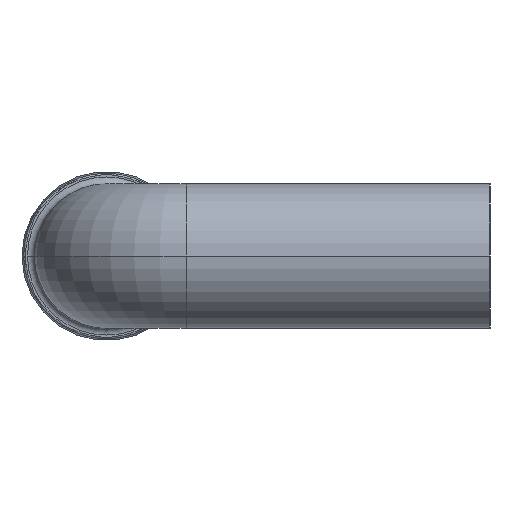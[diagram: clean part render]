
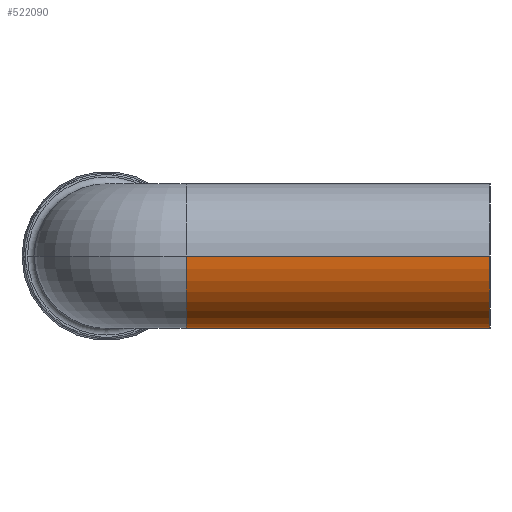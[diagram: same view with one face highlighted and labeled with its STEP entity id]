
A CAD part, left-side view. The second image highlights one B-rep face of the part: STEP entity #522090.
In plain terms, the highlighted cylindrical face has radius 5.25 mm (diameter 10.5 mm), a partial arc.
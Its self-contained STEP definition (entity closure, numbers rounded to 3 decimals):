
#521520=CARTESIAN_POINT('',(-82.685,-8.371,16.));
#521530=VERTEX_POINT('',#521520);
#521560=CARTESIAN_POINT('',(-87.935,-8.371,16.));
#521570=DIRECTION('',(0.,-1.,0.));
#521580=DIRECTION('',(-1.,0.,0.));
#521590=AXIS2_PLACEMENT_3D('',#521560,#521570,#521580);
#521600=CIRCLE('',#521590,5.25);
#521610=CARTESIAN_POINT('',(-93.185,-8.371,16.));
#521620=VERTEX_POINT('',#521610);
#521770=CARTESIAN_POINT('',(-87.935,-8.371,16.));
#521780=DIRECTION('',(0.,-1.,0.));
#521790=DIRECTION('',(-1.,0.,0.));
#521800=AXIS2_PLACEMENT_3D('',#521770,#521780,#521790);
#521810=CYLINDRICAL_SURFACE('',#521800,5.25);
#521820=CARTESIAN_POINT('',(-82.685,-8.371,16.));
#521830=DIRECTION('',(0.,-1.,0.));
#521840=VECTOR('',#521830,1.);
#521850=LINE('',#521820,#521840);
#521860=CARTESIAN_POINT('',(-82.685,-30.463,16.));
#521870=VERTEX_POINT('',#521860);
#521880=EDGE_CURVE('',#521530,#521870,#521850,.T.);
#521890=ORIENTED_EDGE('',*,*,#521880,.T.);
#521900=EDGE_CURVE('',#521620,#521530,#521600,.T.);
#521910=ORIENTED_EDGE('',*,*,#521900,.T.);
#521920=CARTESIAN_POINT('',(-93.185,-8.371,16.));
#521930=DIRECTION('',(0.,-1.,0.));
#521940=VECTOR('',#521930,1.);
#521950=LINE('',#521920,#521940);
#521960=CARTESIAN_POINT('',(-93.185,-30.463,16.));
#521970=VERTEX_POINT('',#521960);
#521980=EDGE_CURVE('',#521620,#521970,#521950,.T.);
#521990=ORIENTED_EDGE('',*,*,#521980,.F.);
#522000=CARTESIAN_POINT('',(-87.935,-30.463,16.));
#522010=DIRECTION('',(0.,-1.,0.));
#522020=DIRECTION('',(-1.,0.,0.));
#522030=AXIS2_PLACEMENT_3D('',#522000,#522010,#522020);
#522040=CIRCLE('',#522030,5.25);
#522050=EDGE_CURVE('',#521970,#521870,#522040,.T.);
#522060=ORIENTED_EDGE('',*,*,#522050,.F.);
#522070=EDGE_LOOP('',(#522060,#521990,#521910,#521890));
#522080=FACE_OUTER_BOUND('',#522070,.T.);
#522090=ADVANCED_FACE('',(#522080),#521810,.T.);
